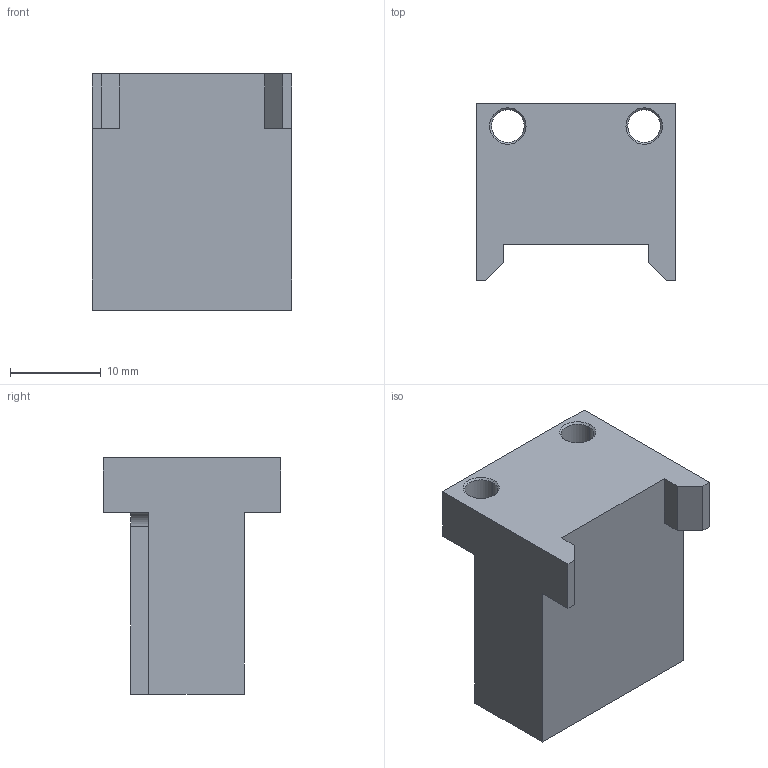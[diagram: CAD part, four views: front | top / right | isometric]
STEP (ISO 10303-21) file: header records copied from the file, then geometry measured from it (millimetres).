
FILE_DESCRIPTION((''),'2;1');
FILE_NAME('BEAMPIPE_SUPPORT_BLOCK','2005-11-07T',('ericcan'),('Lawrence Berkeley National Lab'),'PRO/ENGINEER BY PARAMETRIC TECHNOLOGY CORPORATION, 2004280','PRO/ENGINEER BY PARAMETRIC TECHNOLOGY CORPORATION, 2004280','');
FILE_SCHEMA(('CONFIG_CONTROL_DESIGN'));
Length unit declared in the file: millimetre
Products named in the file (1): BEAMPIPE_SUPPORT_BLOCK
Bounding box: 22 x 19.5 x 26 mm (x, y, z)
Volume: 6905.6 mm3; surface area: 2723.7 mm2
Topology: 1 solids, 1 shells, 30 faces, 80 edges, 52 vertices
Faces by surface type: plane 20, cylinder 6, cone 4
Entity records: 974 total; most frequent: CARTESIAN_POINT 162, ORIENTED_EDGE 160, DIRECTION 156, EDGE_CURVE 80, VECTOR 64, LINE 64, VERTEX_POINT 52, AXIS2_PLACEMENT_3D 46
